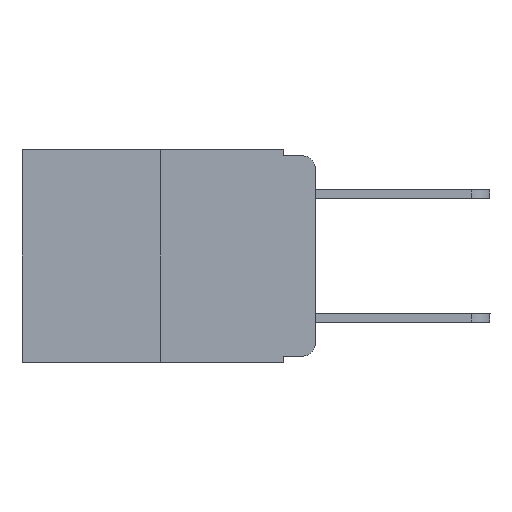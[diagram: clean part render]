
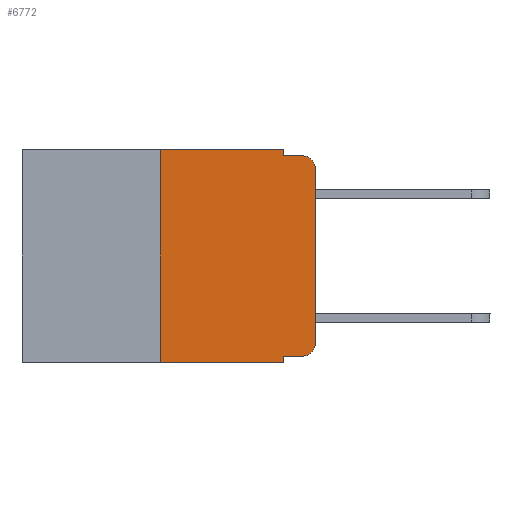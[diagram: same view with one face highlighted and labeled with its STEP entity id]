
A CAD part, left-side view. The second image highlights one B-rep face of the part: STEP entity #6772.
In plain terms, the highlighted planar face has unit normal (-1, 0, 0).
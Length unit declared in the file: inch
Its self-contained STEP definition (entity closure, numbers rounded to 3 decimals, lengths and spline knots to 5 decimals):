
#23 = VECTOR ( 'NONE', #2469, 39.37008 ) ;
#135 = VERTEX_POINT ( 'NONE', #1187 ) ;
#285 = VECTOR ( 'NONE', #1295, 39.37008 ) ;
#491 = ORIENTED_EDGE ( 'NONE', *, *, #9308, .T. ) ;
#555 = EDGE_CURVE ( 'NONE', #9353, #135, #1266, .T. ) ;
#587 = CARTESIAN_POINT ( 'NONE',  ( 0., 0.25, -0.343 ) ) ;
#648 = AXIS2_PLACEMENT_3D ( 'NONE', #8179, #2935, #1958 ) ;
#669 = EDGE_CURVE ( 'NONE', #6160, #3320, #4427, .T. ) ;
#742 = LINE ( 'NONE', #9807, #5131 ) ;
#838 = CARTESIAN_POINT ( 'NONE',  ( 0., 0.25, 0. ) ) ;
#841 = CARTESIAN_POINT ( 'NONE',  ( 0., 0.051, -0.333 ) ) ;
#865 = DIRECTION ( 'NONE',  ( 1., 0., 0. ) ) ;
#976 = DIRECTION ( 'NONE',  ( 0., 0., -1. ) ) ;
#1014 = EDGE_CURVE ( 'NONE', #1810, #135, #9597, .T. ) ;
#1087 = EDGE_CURVE ( 'NONE', #1810, #6160, #10141, .T. ) ;
#1134 = VECTOR ( 'NONE', #976, 39.37008 ) ;
#1174 = CARTESIAN_POINT ( 'NONE',  ( 0., 0.02, -0.333 ) ) ;
#1187 = CARTESIAN_POINT ( 'NONE',  ( 0., 0.051, -0.343 ) ) ;
#1222 = ORIENTED_EDGE ( 'NONE', *, *, #555, .F. ) ;
#1266 = LINE ( 'NONE', #11080, #1134 ) ;
#1295 = DIRECTION ( 'NONE',  ( 0., 0., 1. ) ) ;
#1319 = VECTOR ( 'NONE', #10422, 39.37008 ) ;
#1327 = LINE ( 'NONE', #7601, #3968 ) ;
#1634 = DIRECTION ( 'NONE',  ( 0., 0., -1. ) ) ;
#1810 = VERTEX_POINT ( 'NONE', #587 ) ;
#1958 = DIRECTION ( 'NONE',  ( 0., 0., -1. ) ) ;
#2055 = CARTESIAN_POINT ( 'NONE',  ( 0., 0.473, -0.343 ) ) ;
#2143 = ORIENTED_EDGE ( 'NONE', *, *, #3863, .T. ) ;
#2212 = LINE ( 'NONE', #6860, #3160 ) ;
#2289 = VERTEX_POINT ( 'NONE', #2384 ) ;
#2384 = CARTESIAN_POINT ( 'NONE',  ( 0., 0.02, -0.01 ) ) ;
#2399 = DIRECTION ( 'NONE',  ( 0., 0., 1. ) ) ;
#2469 = DIRECTION ( 'NONE',  ( 0., -1., 0. ) ) ;
#2531 = CARTESIAN_POINT ( 'NONE',  ( 0., 0.051, -0.01 ) ) ;
#2834 = EDGE_CURVE ( 'NONE', #3865, #6361, #6634, .T. ) ;
#2836 = DIRECTION ( 'NONE',  ( -1., 0., 0. ) ) ;
#2887 = ORIENTED_EDGE ( 'NONE', *, *, #10842, .F. ) ;
#2935 = DIRECTION ( 'NONE',  ( -1., 0., 0. ) ) ;
#2982 = VERTEX_POINT ( 'NONE', #10920 ) ;
#3015 = ORIENTED_EDGE ( 'NONE', *, *, #1087, .F. ) ;
#3160 = VECTOR ( 'NONE', #10355, 39.37008 ) ;
#3320 = VERTEX_POINT ( 'NONE', #8512 ) ;
#3493 = EDGE_CURVE ( 'NONE', #3320, #2982, #742, .T. ) ;
#3519 = PLANE ( 'NONE',  #11243 ) ;
#3863 = EDGE_CURVE ( 'NONE', #4171, #2289, #10025, .T. ) ;
#3865 = VERTEX_POINT ( 'NONE', #1174 ) ;
#3968 = VECTOR ( 'NONE', #2399, 39.37008 ) ;
#4163 = EDGE_LOOP ( 'NONE', ( #491, #2143, #2887, #7920, #9243, #3015, #10912, #1222, #10155, #8921 ) ) ;
#4171 = VERTEX_POINT ( 'NONE', #5731 ) ;
#4427 = LINE ( 'NONE', #8633, #23 ) ;
#5131 = VECTOR ( 'NONE', #1634, 39.37008 ) ;
#5427 = AXIS2_PLACEMENT_3D ( 'NONE', #7193, #2836, #9726 ) ;
#5731 = CARTESIAN_POINT ( 'NONE',  ( 0., 0., -0.03 ) ) ;
#6078 = EDGE_CURVE ( 'NONE', #9353, #3865, #2212, .T. ) ;
#6133 = DIRECTION ( 'NONE',  ( 0., 0., -1. ) ) ;
#6160 = VERTEX_POINT ( 'NONE', #838 ) ;
#6308 = VECTOR ( 'NONE', #9914, 39.37008 ) ;
#6361 = VERTEX_POINT ( 'NONE', #7308 ) ;
#6634 = CIRCLE ( 'NONE', #648, 0.02 ) ;
#6772 = ADVANCED_FACE ( 'NONE', ( #7628 ), #3519, .F. ) ;
#6860 = CARTESIAN_POINT ( 'NONE',  ( 0., 0.051, -0.333 ) ) ;
#7193 = CARTESIAN_POINT ( 'NONE',  ( 0., 0.02, -0.03 ) ) ;
#7308 = CARTESIAN_POINT ( 'NONE',  ( 0., 0., -0.313 ) ) ;
#7601 = CARTESIAN_POINT ( 'NONE',  ( 0., 0., 0. ) ) ;
#7628 = FACE_OUTER_BOUND ( 'NONE', #4163, .T. ) ;
#7920 = ORIENTED_EDGE ( 'NONE', *, *, #3493, .F. ) ;
#8179 = CARTESIAN_POINT ( 'NONE',  ( 0., 0.02, -0.313 ) ) ;
#8309 = LINE ( 'NONE', #2531, #1319 ) ;
#8512 = CARTESIAN_POINT ( 'NONE',  ( 0., 0.051, 0. ) ) ;
#8633 = CARTESIAN_POINT ( 'NONE',  ( 0., 0.473, 0. ) ) ;
#8921 = ORIENTED_EDGE ( 'NONE', *, *, #2834, .T. ) ;
#9226 = CARTESIAN_POINT ( 'NONE',  ( 0., 0.25, 0. ) ) ;
#9243 = ORIENTED_EDGE ( 'NONE', *, *, #669, .F. ) ;
#9308 = EDGE_CURVE ( 'NONE', #6361, #4171, #1327, .T. ) ;
#9353 = VERTEX_POINT ( 'NONE', #841 ) ;
#9579 = CARTESIAN_POINT ( 'NONE',  ( 0., 0.473, 0. ) ) ;
#9597 = LINE ( 'NONE', #2055, #6308 ) ;
#9726 = DIRECTION ( 'NONE',  ( 0., 0., -1. ) ) ;
#9807 = CARTESIAN_POINT ( 'NONE',  ( 0., 0.051, 0. ) ) ;
#9914 = DIRECTION ( 'NONE',  ( 0., -1., 0. ) ) ;
#10025 = CIRCLE ( 'NONE', #5427, 0.02 ) ;
#10141 = LINE ( 'NONE', #9226, #285 ) ;
#10155 = ORIENTED_EDGE ( 'NONE', *, *, #6078, .T. ) ;
#10355 = DIRECTION ( 'NONE',  ( 0., -1., 0. ) ) ;
#10422 = DIRECTION ( 'NONE',  ( 0., -1., 0. ) ) ;
#10842 = EDGE_CURVE ( 'NONE', #2982, #2289, #8309, .T. ) ;
#10912 = ORIENTED_EDGE ( 'NONE', *, *, #1014, .T. ) ;
#10920 = CARTESIAN_POINT ( 'NONE',  ( 0., 0.051, -0.01 ) ) ;
#11080 = CARTESIAN_POINT ( 'NONE',  ( 0., 0.051, 0. ) ) ;
#11243 = AXIS2_PLACEMENT_3D ( 'NONE', #9579, #865, #6133 ) ;
